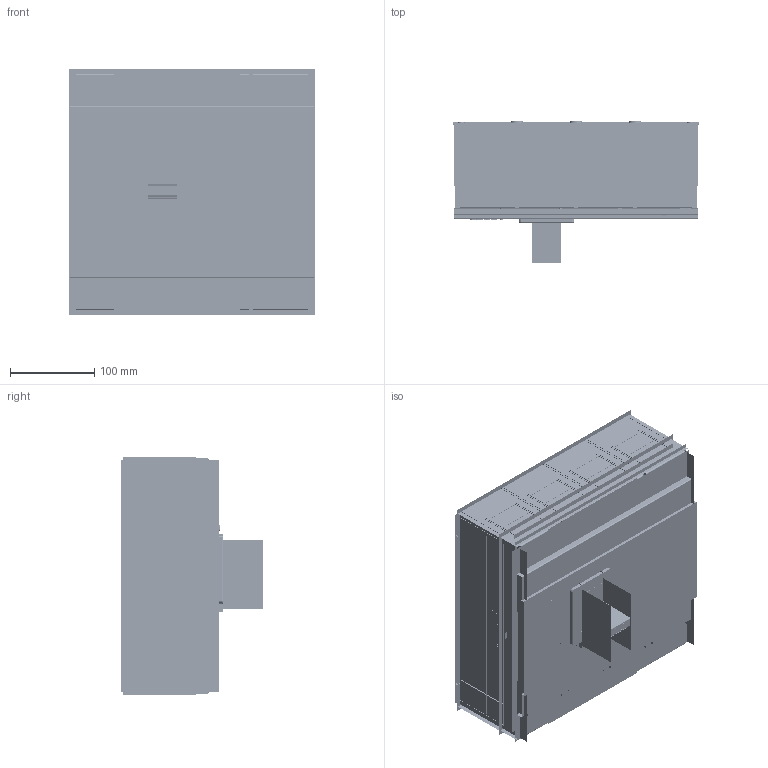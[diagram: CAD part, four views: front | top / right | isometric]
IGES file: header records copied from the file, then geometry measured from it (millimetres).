
Start section:  PTC IGES file: 2-259-166_asm.igs
Global section: file name: 2-259-166_asm.igs; native system: Pro/ENGINEER by Parametric Technology Corporation; preprocessor: 2007090; author: dongzp; organization: Unknown; date: 20140329.124022; units: millimetre
Bounding box: 291.2 x 167.95 x 291.2 mm (x, y, z)
Surface area: 12747053.6 mm2 (no closed solid volume)
Topology: 0 solids, 0 shells, 10052 faces, 145911 edges, 190193 vertices
Faces by surface type: bspline 6652, revolution 3400
